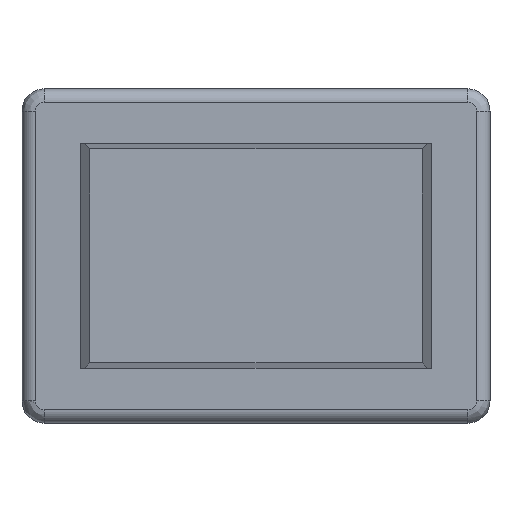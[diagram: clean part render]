
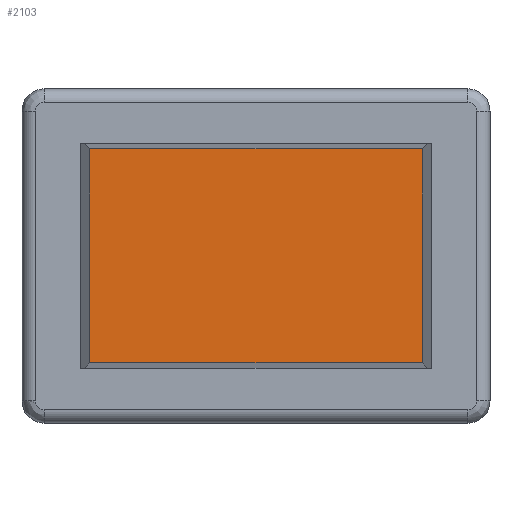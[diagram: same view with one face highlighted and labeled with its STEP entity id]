
A CAD part, top view. The second image highlights one B-rep face of the part: STEP entity #2103.
In plain terms, the highlighted planar face has unit normal (0, 0, 1).
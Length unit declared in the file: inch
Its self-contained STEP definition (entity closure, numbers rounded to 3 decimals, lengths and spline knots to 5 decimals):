
#1908=CARTESIAN_POINT('',(0.29331,0.18898,0.96063));
#1909=VERTEX_POINT('',#1908);
#1916=CARTESIAN_POINT('',(0.29331,-0.18898,0.96063));
#1917=VERTEX_POINT('',#1916);
#1918=CARTESIAN_POINT('',(0.29331,0.18898,0.96063));
#1919=DIRECTION('',(0.0,-1.0,0.0));
#1920=VECTOR('',#1919,0.37795);
#1921=LINE('',#1918,#1920);
#1922=EDGE_CURVE('',#1909,#1917,#1921,.T.);
#1954=CARTESIAN_POINT('',(-0.29331,0.18898,0.96063));
#1955=VERTEX_POINT('',#1954);
#1962=CARTESIAN_POINT('',(-0.29331,0.18898,0.96063));
#1963=DIRECTION('',(1.0,0.0,0.0));
#1964=VECTOR('',#1963,0.58661);
#1965=LINE('',#1962,#1964);
#1966=EDGE_CURVE('',#1955,#1909,#1965,.T.);
#2037=CARTESIAN_POINT('',(-0.29331,-0.18898,0.96063));
#2038=VERTEX_POINT('',#2037);
#2039=CARTESIAN_POINT('',(0.29331,-0.18898,0.96063));
#2040=DIRECTION('',(-1.0,0.0,0.0));
#2041=VECTOR('',#2040,0.58661);
#2042=LINE('',#2039,#2041);
#2043=EDGE_CURVE('',#1917,#2038,#2042,.T.);
#2068=CARTESIAN_POINT('',(-0.29331,-0.18898,0.96063));
#2069=DIRECTION('',(0.0,1.0,0.0));
#2070=VECTOR('',#2069,0.37795);
#2071=LINE('',#2068,#2070);
#2072=EDGE_CURVE('',#2038,#1955,#2071,.T.);
#2092=CARTESIAN_POINT('',(-0.32264,-0.20787,0.96063));
#2093=DIRECTION('',(0.0,0.0,1.0));
#2094=DIRECTION('',(1.0,0.0,0.0));
#2095=AXIS2_PLACEMENT_3D('',#2092,#2093,#2094);
#2096=PLANE('',#2095);
#2097=ORIENTED_EDGE('',*,*,#1922,.F.);
#2098=ORIENTED_EDGE('',*,*,#1966,.F.);
#2099=ORIENTED_EDGE('',*,*,#2072,.F.);
#2100=ORIENTED_EDGE('',*,*,#2043,.F.);
#2101=EDGE_LOOP('',(#2097,#2098,#2099,#2100));
#2102=FACE_OUTER_BOUND('',#2101,.T.);
#2103=ADVANCED_FACE('',(#2102),#2096,.T.);
